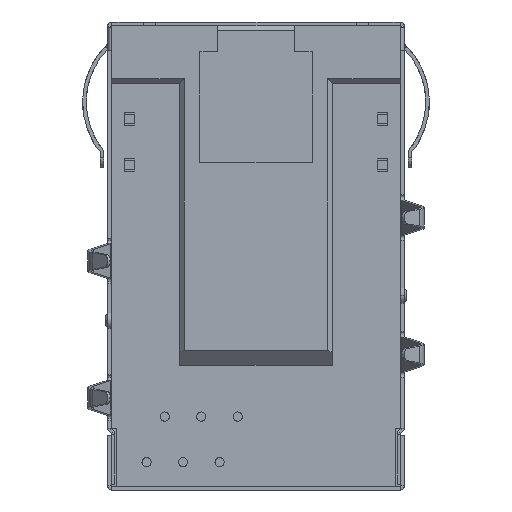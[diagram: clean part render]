
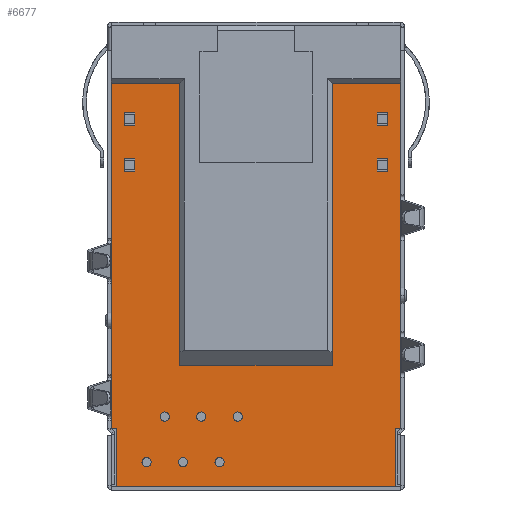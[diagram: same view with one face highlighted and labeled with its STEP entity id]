
A CAD part, front view. The second image highlights one B-rep face of the part: STEP entity #6677.
In plain terms, the highlighted planar face has unit normal (0, -1, 0).
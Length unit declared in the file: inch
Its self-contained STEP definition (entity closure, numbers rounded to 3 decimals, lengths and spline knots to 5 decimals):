
#202 = FACE_OUTER_BOUND ( 'NONE', #4358, .T. ) ;
#304 = VECTOR ( 'NONE', #2871, 39.37008 ) ;
#503 = EDGE_CURVE ( 'NONE', #9618, #2489, #2240, .T. ) ;
#648 = VECTOR ( 'NONE', #14423, 39.37008 ) ;
#1292 = VECTOR ( 'NONE', #10220, 39.37008 ) ;
#1465 = EDGE_CURVE ( 'NONE', #11034, #2825, #11058, .T. ) ;
#1506 = CARTESIAN_POINT ( 'NONE',  ( 0.31713, -0.152, -0.89076 ) ) ;
#1590 = VERTEX_POINT ( 'NONE', #8906 ) ;
#1628 = DIRECTION ( 'NONE',  ( -1., 0., 0. ) ) ;
#2045 = VERTEX_POINT ( 'NONE', #16954 ) ;
#2108 = DIRECTION ( 'NONE',  ( 0., 0., 1. ) ) ;
#2237 = ORIENTED_EDGE ( 'NONE', *, *, #503, .T. ) ;
#2240 = LINE ( 'NONE', #10999, #304 ) ;
#2327 = DIRECTION ( 'NONE',  ( -1., 0., 0. ) ) ;
#2489 = VERTEX_POINT ( 'NONE', #6602 ) ;
#2541 = VERTEX_POINT ( 'NONE', #6514 ) ;
#2572 = CARTESIAN_POINT ( 'NONE',  ( -0.16713, -0.152, -0.75229 ) ) ;
#2793 = CARTESIAN_POINT ( 'NONE',  ( 0.31713, -0.152, -0.89076 ) ) ;
#2825 = VERTEX_POINT ( 'NONE', #2572 ) ;
#2871 = DIRECTION ( 'NONE',  ( 0., 0., 1. ) ) ;
#2979 = DIRECTION ( 'NONE',  ( -1., 0., 0. ) ) ;
#3032 = ORIENTED_EDGE ( 'NONE', *, *, #5189, .T. ) ;
#3206 = EDGE_CURVE ( 'NONE', #2045, #1590, #14604, .T. ) ;
#3298 = EDGE_CURVE ( 'NONE', #9618, #13651, #14406, .T. ) ;
#3476 = LINE ( 'NONE', #4411, #4097 ) ;
#3662 = CARTESIAN_POINT ( 'NONE',  ( -0.16713, -0.152, -0.13434 ) ) ;
#4045 = ORIENTED_EDGE ( 'NONE', *, *, #10242, .T. ) ;
#4097 = VECTOR ( 'NONE', #7184, 39.37008 ) ;
#4241 = LINE ( 'NONE', #4836, #8338 ) ;
#4358 = EDGE_LOOP ( 'NONE', ( #11261, #14414, #6967, #4045, #16707, #7520, #2237, #16988, #14904, #16607, #6437, #3032 ) ) ;
#4411 = CARTESIAN_POINT ( 'NONE',  ( 0.16713, -0.152, -0.13434 ) ) ;
#4591 = VECTOR ( 'NONE', #2327, 39.37008 ) ;
#4836 = CARTESIAN_POINT ( 'NONE',  ( -0.31713, -0.152, -0.13434 ) ) ;
#4903 = EDGE_CURVE ( 'NONE', #12617, #2489, #16890, .T. ) ;
#5102 = CARTESIAN_POINT ( 'NONE',  ( 0.16713, -0.152, -0.75229 ) ) ;
#5189 = EDGE_CURVE ( 'NONE', #14514, #2541, #11076, .T. ) ;
#5485 = DIRECTION ( 'NONE',  ( 0., 0., -1. ) ) ;
#5896 = VERTEX_POINT ( 'NONE', #15514 ) ;
#5980 = CARTESIAN_POINT ( 'NONE',  ( -0.16713, -0.152, -0.13434 ) ) ;
#6025 = CARTESIAN_POINT ( 'NONE',  ( 0.16713, -0.152, -1.01813 ) ) ;
#6437 = ORIENTED_EDGE ( 'NONE', *, *, #15307, .T. ) ;
#6514 = CARTESIAN_POINT ( 'NONE',  ( -0.31713, -0.152, -0.13434 ) ) ;
#6602 = CARTESIAN_POINT ( 'NONE',  ( 0.31713, -0.152, -0.13434 ) ) ;
#6677 = ADVANCED_FACE ( 'NONE', ( #202 ), #13590, .F. ) ;
#6685 = CARTESIAN_POINT ( 'NONE',  ( 0.30591, -0.152, -0.89076 ) ) ;
#6888 = EDGE_CURVE ( 'NONE', #11034, #12617, #3476, .T. ) ;
#6967 = ORIENTED_EDGE ( 'NONE', *, *, #10234, .F. ) ;
#7184 = DIRECTION ( 'NONE',  ( 0., 0., 1. ) ) ;
#7359 = CARTESIAN_POINT ( 'NONE',  ( -0.30591, -0.152, -0.89076 ) ) ;
#7520 = ORIENTED_EDGE ( 'NONE', *, *, #3298, .F. ) ;
#7685 = DIRECTION ( 'NONE',  ( 1., 0., 0. ) ) ;
#7701 = CARTESIAN_POINT ( 'NONE',  ( 0.30591, -0.152, -0.89076 ) ) ;
#8338 = VECTOR ( 'NONE', #2108, 39.37008 ) ;
#8430 = CARTESIAN_POINT ( 'NONE',  ( -0.16713, -0.152, -0.75229 ) ) ;
#8439 = VECTOR ( 'NONE', #1628, 39.37008 ) ;
#8906 = CARTESIAN_POINT ( 'NONE',  ( -0.31713, -0.152, -0.89076 ) ) ;
#8999 = VECTOR ( 'NONE', #11168, 39.37008 ) ;
#9029 = EDGE_CURVE ( 'NONE', #13651, #16895, #15145, .T. ) ;
#9125 = AXIS2_PLACEMENT_3D ( 'NONE', #9314, #17584, #13478 ) ;
#9314 = CARTESIAN_POINT ( 'NONE',  ( 0.16713, -0.152, -0.13434 ) ) ;
#9588 = LINE ( 'NONE', #11028, #14547 ) ;
#9618 = VERTEX_POINT ( 'NONE', #2793 ) ;
#10220 = DIRECTION ( 'NONE',  ( 1., 0., 0. ) ) ;
#10234 = EDGE_CURVE ( 'NONE', #5896, #2045, #13378, .T. ) ;
#10242 = EDGE_CURVE ( 'NONE', #5896, #16895, #17430, .T. ) ;
#10999 = CARTESIAN_POINT ( 'NONE',  ( 0.31713, -0.152, -0.13434 ) ) ;
#11028 = CARTESIAN_POINT ( 'NONE',  ( -0.16713, -0.152, -0.13434 ) ) ;
#11034 = VERTEX_POINT ( 'NONE', #5102 ) ;
#11058 = LINE ( 'NONE', #8430, #8439 ) ;
#11076 = LINE ( 'NONE', #3662, #4591 ) ;
#11168 = DIRECTION ( 'NONE',  ( -1., 0., 0. ) ) ;
#11261 = ORIENTED_EDGE ( 'NONE', *, *, #12023, .F. ) ;
#12023 = EDGE_CURVE ( 'NONE', #1590, #2541, #4241, .T. ) ;
#12617 = VERTEX_POINT ( 'NONE', #12892 ) ;
#12892 = CARTESIAN_POINT ( 'NONE',  ( 0.16713, -0.152, -0.13434 ) ) ;
#13099 = CARTESIAN_POINT ( 'NONE',  ( 0.30591, -0.152, -1.01813 ) ) ;
#13104 = VECTOR ( 'NONE', #2979, 39.37008 ) ;
#13378 = LINE ( 'NONE', #7359, #648 ) ;
#13478 = DIRECTION ( 'NONE',  ( -1., 0., 0. ) ) ;
#13590 = PLANE ( 'NONE',  #9125 ) ;
#13651 = VERTEX_POINT ( 'NONE', #7701 ) ;
#14406 = LINE ( 'NONE', #1506, #8999 ) ;
#14414 = ORIENTED_EDGE ( 'NONE', *, *, #3206, .F. ) ;
#14423 = DIRECTION ( 'NONE',  ( 0., 0., 1. ) ) ;
#14514 = VERTEX_POINT ( 'NONE', #5980 ) ;
#14547 = VECTOR ( 'NONE', #16314, 39.37008 ) ;
#14604 = LINE ( 'NONE', #15292, #13104 ) ;
#14747 = VECTOR ( 'NONE', #7685, 39.37008 ) ;
#14904 = ORIENTED_EDGE ( 'NONE', *, *, #6888, .F. ) ;
#15145 = LINE ( 'NONE', #6685, #17287 ) ;
#15292 = CARTESIAN_POINT ( 'NONE',  ( -0.31713, -0.152, -0.89076 ) ) ;
#15307 = EDGE_CURVE ( 'NONE', #2825, #14514, #9588, .T. ) ;
#15514 = CARTESIAN_POINT ( 'NONE',  ( -0.30591, -0.152, -1.01813 ) ) ;
#16314 = DIRECTION ( 'NONE',  ( 0., 0., 1. ) ) ;
#16607 = ORIENTED_EDGE ( 'NONE', *, *, #1465, .T. ) ;
#16707 = ORIENTED_EDGE ( 'NONE', *, *, #9029, .F. ) ;
#16890 = LINE ( 'NONE', #17410, #14747 ) ;
#16895 = VERTEX_POINT ( 'NONE', #13099 ) ;
#16954 = CARTESIAN_POINT ( 'NONE',  ( -0.30591, -0.152, -0.89076 ) ) ;
#16988 = ORIENTED_EDGE ( 'NONE', *, *, #4903, .F. ) ;
#17287 = VECTOR ( 'NONE', #5485, 39.37008 ) ;
#17410 = CARTESIAN_POINT ( 'NONE',  ( 0.16713, -0.152, -0.13434 ) ) ;
#17430 = LINE ( 'NONE', #6025, #1292 ) ;
#17584 = DIRECTION ( 'NONE',  ( 0., 1., 0. ) ) ;
